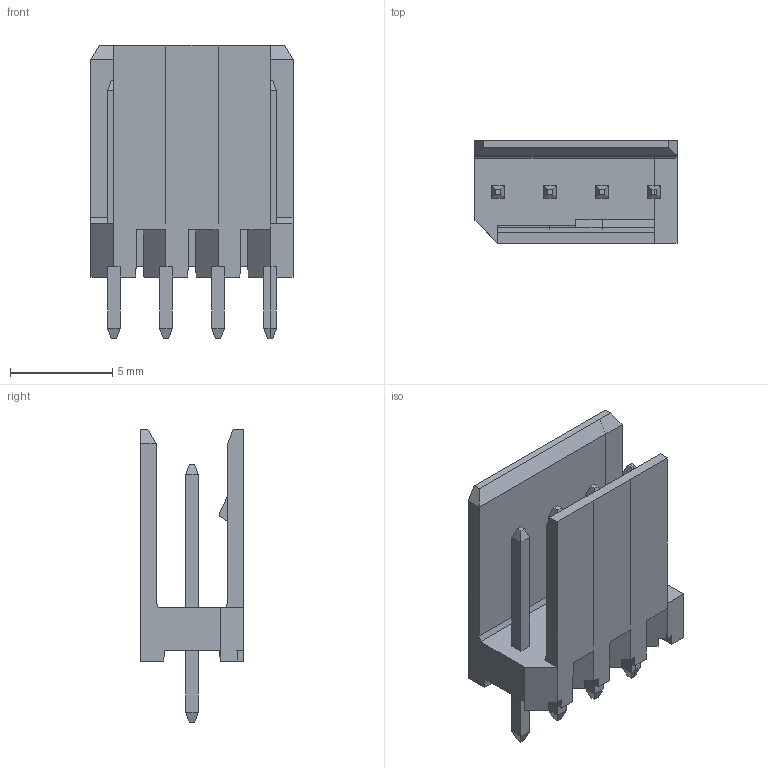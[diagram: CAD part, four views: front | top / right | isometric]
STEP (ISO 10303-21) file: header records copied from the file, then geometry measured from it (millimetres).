
FILE_DESCRIPTION(/* description */ ('Unknown'),/* implementation_level */ '2;1');
FILE_NAME(/* name */ 'J_Wurth_WR-WTB_66100411622',/* time_stamp */ '2025-05-22T09:37:28+08:00',/* author */ ('Unknown'),/* organization */ ('Unknown'),/* preprocessor_version */ 'ST-DEVELOPER v19.4',/* originating_system */ 'Solid Edge',/* authorisation */ 'Unknown');
FILE_SCHEMA (('AUTOMOTIVE_DESIGN {1 0 10303 214 3 1 1}'));
Length unit declared in the file: millimetre
Products named in the file (2): J_Wurth_WR-WTB_66100411622
Assembly tree (1 placements, depth 2):
  J_Wurth_WR-WTB_66100411622
    J_Wurth_WR-WTB_66100411622
Bounding box: 9.86 x 5 x 14.3 mm (x, y, z)
Volume: 227.1 mm3; surface area: 724.8 mm2
Topology: 1 solids, 1 shells, 221 faces, 634 edges, 411 vertices
Faces by surface type: plane 219, cylinder 2
Entity records: 8649 total; most frequent: ORIENTED_EDGE 1268, CARTESIAN_POINT 1268, DIRECTION 1084, EDGE_CURVE 634, LINE 630, VECTOR 630, VERTEX_POINT 411, EDGE_LOOP 229
